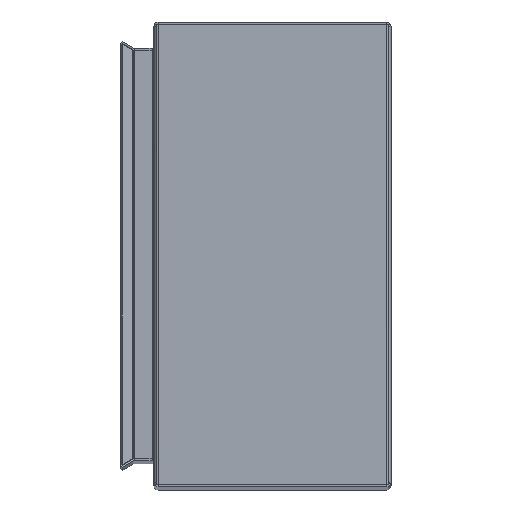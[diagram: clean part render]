
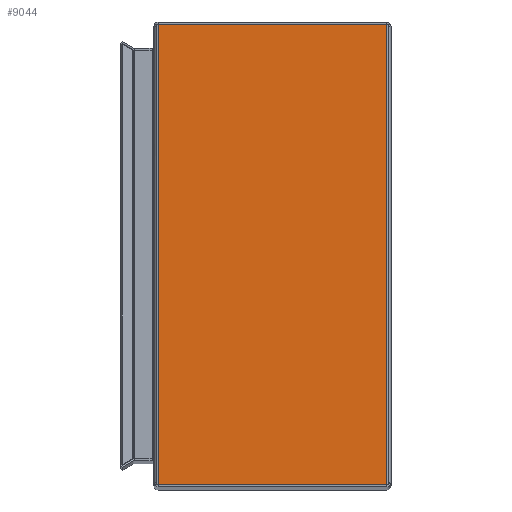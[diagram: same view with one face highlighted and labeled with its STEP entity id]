
A CAD part, top view. The second image highlights one B-rep face of the part: STEP entity #9044.
In plain terms, the highlighted planar face has unit normal (0, 0, 1).
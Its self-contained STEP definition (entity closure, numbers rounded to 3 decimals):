
#5370 = VERTEX_POINT('',#5371);
#5371 = CARTESIAN_POINT('',(106.2,-438.993,-75.));
#5387 = PLANE('',#5388);
#5388 = AXIS2_PLACEMENT_3D('',#5389,#5390,#5391);
#5389 = CARTESIAN_POINT('',(7.8,-438.993,-75.));
#5390 = DIRECTION('',(0.,1.,0.));
#5391 = DIRECTION('',(1.,0.,0.));
#5417 = CYLINDRICAL_SURFACE('',#5418,1.8);
#5418 = AXIS2_PLACEMENT_3D('',#5419,#5420,#5421);
#5419 = CARTESIAN_POINT('',(106.2,-240.,-76.8));
#5420 = DIRECTION('',(0.,-1.,0.));
#5421 = DIRECTION('',(-1.,0.,0.));
#5532 = VERTEX_POINT('',#5533);
#5533 = CARTESIAN_POINT('',(7.8,-438.993,-75.));
#5583 = EDGE_CURVE('',#5532,#5370,#5584,.T.);
#5584 = SURFACE_CURVE('',#5585,(#5589,#5596),.PCURVE_S1.);
#5585 = LINE('',#5586,#5587);
#5586 = CARTESIAN_POINT('',(7.8,-438.993,-75.));
#5587 = VECTOR('',#5588,1.);
#5588 = DIRECTION('',(1.,0.,0.));
#5589 = PCURVE('',#5387,#5590);
#5590 = DEFINITIONAL_REPRESENTATION('',(#5591),#5595);
#5591 = LINE('',#5592,#5593);
#5592 = CARTESIAN_POINT('',(0.,0.));
#5593 = VECTOR('',#5594,1.);
#5594 = DIRECTION('',(1.,0.));
#5595 = ( GEOMETRIC_REPRESENTATION_CONTEXT(2) 
PARAMETRIC_REPRESENTATION_CONTEXT() REPRESENTATION_CONTEXT('2D SPACE',''
  ) );
#5596 = PCURVE('',#5597,#5602);
#5597 = PLANE('',#5598);
#5598 = AXIS2_PLACEMENT_3D('',#5599,#5600,#5601);
#5599 = CARTESIAN_POINT('',(7.8,3760.,-75.));
#5600 = DIRECTION('',(0.,0.,-1.));
#5601 = DIRECTION('',(1.,0.,0.));
#5602 = DEFINITIONAL_REPRESENTATION('',(#5603),#5607);
#5603 = LINE('',#5604,#5605);
#5604 = CARTESIAN_POINT('',(0.,4198.993));
#5605 = VECTOR('',#5606,1.);
#5606 = DIRECTION('',(1.,0.));
#5607 = ( GEOMETRIC_REPRESENTATION_CONTEXT(2) 
PARAMETRIC_REPRESENTATION_CONTEXT() REPRESENTATION_CONTEXT('2D SPACE',''
  ) );
#5709 = CYLINDRICAL_SURFACE('',#5710,1.8);
#5710 = AXIS2_PLACEMENT_3D('',#5711,#5712,#5713);
#5711 = CARTESIAN_POINT('',(7.8,3760.,-76.8));
#5712 = DIRECTION('',(0.,-1.,0.));
#5713 = DIRECTION('',(-1.,0.,0.));
#6929 = VERTEX_POINT('',#6930);
#6930 = CARTESIAN_POINT('',(7.8,-241.007,-75.));
#6946 = PLANE('',#6947);
#6947 = AXIS2_PLACEMENT_3D('',#6948,#6949,#6950);
#6948 = CARTESIAN_POINT('',(7.8,-241.007,-75.));
#6949 = DIRECTION('',(0.,1.,0.));
#6950 = DIRECTION('',(1.,0.,0.));
#7080 = VERTEX_POINT('',#7081);
#7081 = CARTESIAN_POINT('',(106.2,-241.007,-75.));
#7131 = EDGE_CURVE('',#7080,#6929,#7132,.T.);
#7132 = SURFACE_CURVE('',#7133,(#7137,#7144),.PCURVE_S1.);
#7133 = LINE('',#7134,#7135);
#7134 = CARTESIAN_POINT('',(106.2,-241.007,-75.));
#7135 = VECTOR('',#7136,1.);
#7136 = DIRECTION('',(-1.,0.,0.));
#7137 = PCURVE('',#6946,#7138);
#7138 = DEFINITIONAL_REPRESENTATION('',(#7139),#7143);
#7139 = LINE('',#7140,#7141);
#7140 = CARTESIAN_POINT('',(98.4,0.));
#7141 = VECTOR('',#7142,1.);
#7142 = DIRECTION('',(-1.,0.));
#7143 = ( GEOMETRIC_REPRESENTATION_CONTEXT(2) 
PARAMETRIC_REPRESENTATION_CONTEXT() REPRESENTATION_CONTEXT('2D SPACE',''
  ) );
#7144 = PCURVE('',#5597,#7145);
#7145 = DEFINITIONAL_REPRESENTATION('',(#7146),#7150);
#7146 = LINE('',#7147,#7148);
#7147 = CARTESIAN_POINT('',(98.4,4001.007));
#7148 = VECTOR('',#7149,1.);
#7149 = DIRECTION('',(-1.,0.));
#7150 = ( GEOMETRIC_REPRESENTATION_CONTEXT(2) 
PARAMETRIC_REPRESENTATION_CONTEXT() REPRESENTATION_CONTEXT('2D SPACE',''
  ) );
#9023 = EDGE_CURVE('',#7080,#5370,#9024,.T.);
#9024 = SURFACE_CURVE('',#9025,(#9029,#9036),.PCURVE_S1.);
#9025 = LINE('',#9026,#9027);
#9026 = CARTESIAN_POINT('',(106.2,-241.007,-75.));
#9027 = VECTOR('',#9028,1.);
#9028 = DIRECTION('',(0.,-1.,0.));
#9029 = PCURVE('',#5417,#9030);
#9030 = DEFINITIONAL_REPRESENTATION('',(#9031),#9035);
#9031 = LINE('',#9032,#9033);
#9032 = CARTESIAN_POINT('',(4.712,1.007));
#9033 = VECTOR('',#9034,1.);
#9034 = DIRECTION('',(0.,1.));
#9035 = ( GEOMETRIC_REPRESENTATION_CONTEXT(2) 
PARAMETRIC_REPRESENTATION_CONTEXT() REPRESENTATION_CONTEXT('2D SPACE',''
  ) );
#9036 = PCURVE('',#5597,#9037);
#9037 = DEFINITIONAL_REPRESENTATION('',(#9038),#9042);
#9038 = LINE('',#9039,#9040);
#9039 = CARTESIAN_POINT('',(98.4,4001.007));
#9040 = VECTOR('',#9041,1.);
#9041 = DIRECTION('',(0.,1.));
#9042 = ( GEOMETRIC_REPRESENTATION_CONTEXT(2) 
PARAMETRIC_REPRESENTATION_CONTEXT() REPRESENTATION_CONTEXT('2D SPACE',''
  ) );
#9044 = ADVANCED_FACE('',(#9045),#5597,.F.);
#9045 = FACE_BOUND('',#9046,.F.);
#9046 = EDGE_LOOP('',(#9047,#9048,#9069,#9070));
#9047 = ORIENTED_EDGE('',*,*,#5583,.F.);
#9048 = ORIENTED_EDGE('',*,*,#9049,.T.);
#9049 = EDGE_CURVE('',#5532,#6929,#9050,.T.);
#9050 = SURFACE_CURVE('',#9051,(#9055,#9062),.PCURVE_S1.);
#9051 = LINE('',#9052,#9053);
#9052 = CARTESIAN_POINT('',(7.8,-438.993,-75.));
#9053 = VECTOR('',#9054,1.);
#9054 = DIRECTION('',(0.,1.,0.));
#9055 = PCURVE('',#5597,#9056);
#9056 = DEFINITIONAL_REPRESENTATION('',(#9057),#9061);
#9057 = LINE('',#9058,#9059);
#9058 = CARTESIAN_POINT('',(0.,4198.993));
#9059 = VECTOR('',#9060,1.);
#9060 = DIRECTION('',(0.,-1.));
#9061 = ( GEOMETRIC_REPRESENTATION_CONTEXT(2) 
PARAMETRIC_REPRESENTATION_CONTEXT() REPRESENTATION_CONTEXT('2D SPACE',''
  ) );
#9062 = PCURVE('',#5709,#9063);
#9063 = DEFINITIONAL_REPRESENTATION('',(#9064),#9068);
#9064 = LINE('',#9065,#9066);
#9065 = CARTESIAN_POINT('',(4.712,4198.993));
#9066 = VECTOR('',#9067,1.);
#9067 = DIRECTION('',(0.,-1.));
#9068 = ( GEOMETRIC_REPRESENTATION_CONTEXT(2) 
PARAMETRIC_REPRESENTATION_CONTEXT() REPRESENTATION_CONTEXT('2D SPACE',''
  ) );
#9069 = ORIENTED_EDGE('',*,*,#7131,.F.);
#9070 = ORIENTED_EDGE('',*,*,#9023,.T.);
